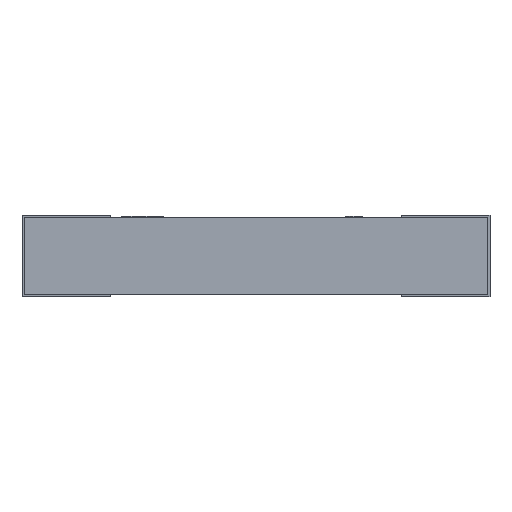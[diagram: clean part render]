
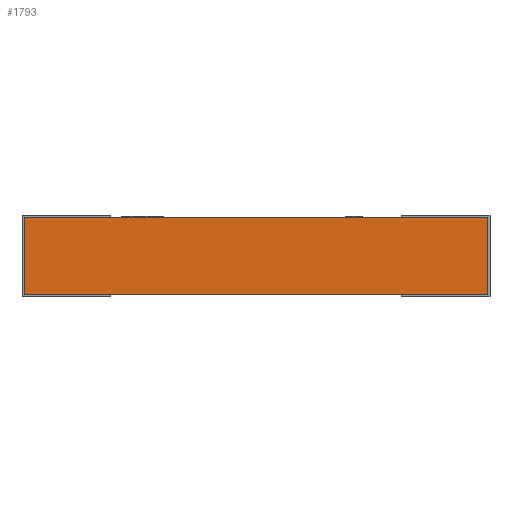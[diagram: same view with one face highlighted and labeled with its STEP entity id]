
A CAD part, left-side view. The second image highlights one B-rep face of the part: STEP entity #1793.
In plain terms, the highlighted planar face has unit normal (-1, 0, 0).
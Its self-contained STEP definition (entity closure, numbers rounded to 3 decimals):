
#105=FACE_OUTER_BOUND('',#199,.T.);
#199=EDGE_LOOP('',(#1162,#1163,#1164,#1165));
#294=LINE('',#2346,#502);
#306=LINE('',#2372,#514);
#307=LINE('',#2374,#515);
#308=LINE('',#2375,#516);
#502=VECTOR('',#1980,10.);
#514=VECTOR('',#1998,10.);
#515=VECTOR('',#1999,10.);
#516=VECTOR('',#2000,10.);
#710=VERTEX_POINT('',#2344);
#711=VERTEX_POINT('',#2345);
#722=VERTEX_POINT('',#2371);
#723=VERTEX_POINT('',#2373);
#886=EDGE_CURVE('',#710,#711,#294,.T.);
#898=EDGE_CURVE('',#711,#722,#306,.T.);
#899=EDGE_CURVE('',#722,#723,#307,.T.);
#900=EDGE_CURVE('',#723,#710,#308,.T.);
#1162=ORIENTED_EDGE('',*,*,#886,.T.);
#1163=ORIENTED_EDGE('',*,*,#898,.T.);
#1164=ORIENTED_EDGE('',*,*,#899,.T.);
#1165=ORIENTED_EDGE('',*,*,#900,.T.);
#1681=PLANE('',#1901);
#1793=ADVANCED_FACE('',(#105),#1681,.T.);
#1901=AXIS2_PLACEMENT_3D('',#2370,#1996,#1997);
#1980=DIRECTION('',(0.,0.,-1.));
#1996=DIRECTION('center_axis',(-1.,0.,0.));
#1997=DIRECTION('ref_axis',(0.,-1.,0.));
#1998=DIRECTION('',(0.,-1.,0.));
#1999=DIRECTION('',(0.,0.,1.));
#2000=DIRECTION('',(0.,1.,0.));
#2344=CARTESIAN_POINT('',(-2.65,2.875,0.985));
#2345=CARTESIAN_POINT('',(-2.65,2.875,0.025));
#2346=CARTESIAN_POINT('',(-2.65,2.875,0.253));
#2370=CARTESIAN_POINT('Origin',(-2.65,2.9,0.));
#2371=CARTESIAN_POINT('',(-2.65,-2.875,0.025));
#2372=CARTESIAN_POINT('',(-2.65,1.45,0.025));
#2373=CARTESIAN_POINT('',(-2.65,-2.875,0.985));
#2374=CARTESIAN_POINT('',(-2.65,-2.875,0.253));
#2375=CARTESIAN_POINT('',(-2.65,1.45,0.985));
